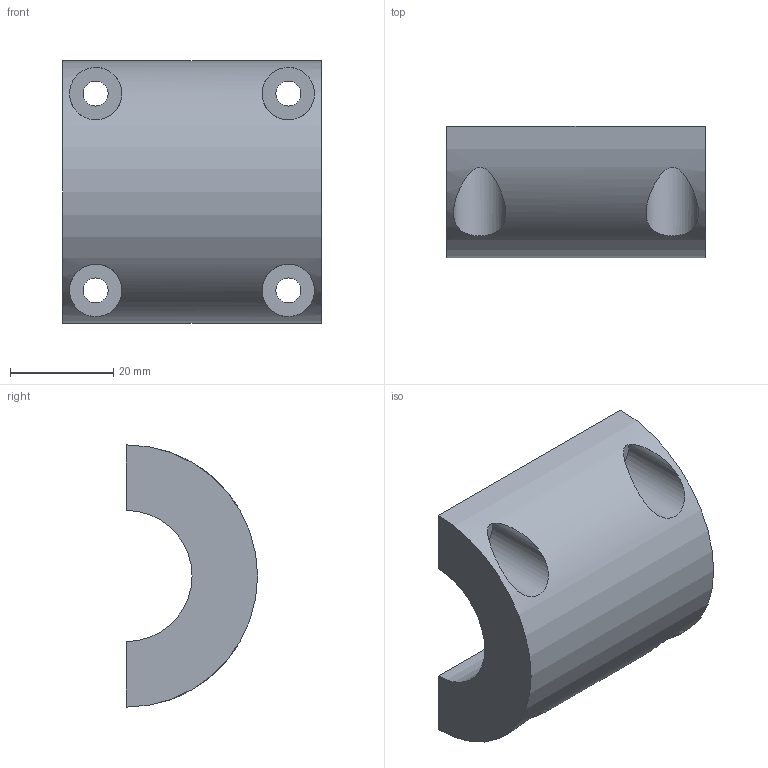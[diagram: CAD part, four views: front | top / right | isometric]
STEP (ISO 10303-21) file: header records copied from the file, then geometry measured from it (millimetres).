
FILE_DESCRIPTION(/* description */ (''),/* implementation_level */ '2;1');
FILE_NAME(/* name */ 'Slider Mount_B.step',/* time_stamp */ '2018-02-03T14:45:03-05:00',/* author */ ('njcfu'),/* organization */ (''),/* preprocessor_version */ 'ST-DEVELOPER v16.13',/* originating_system */ 'Autodesk Inventor 2018',/* authorisation */ '');
FILE_SCHEMA (('AUTOMOTIVE_DESIGN { 1 0 10303 214 3 1 1 }'));
Length unit declared in the file: inch
Products named in the file (1): Slider Mount_B
Bounding box: 50 x 25.4 x 50.8 mm (x, y, z)
Volume: 33567.7 mm3; surface area: 10207.2 mm2
Topology: 1 solids, 1 shells, 18 faces, 44 edges, 32 vertices
Faces by surface type: cylinder 10, plane 8
Full cylindrical faces by diameter (mm): 4.826 x4, 10.16 x4
Entity records: 633 total; most frequent: CARTESIAN_POINT 219, DIRECTION 78, ORIENTED_EDGE 56, EDGE_LOOP 38, AXIS2_PLACEMENT_3D 35, EDGE_CURVE 28, VERTEX_POINT 24, FACE_BOUND 20
